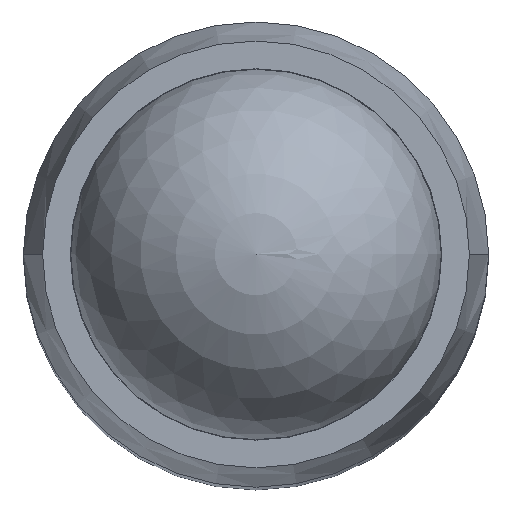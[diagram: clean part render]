
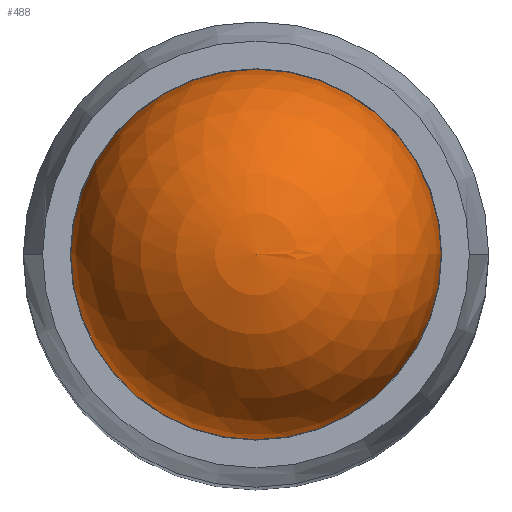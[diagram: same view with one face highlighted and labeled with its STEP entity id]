
A CAD part, top view. The second image highlights one B-rep face of the part: STEP entity #488.
In plain terms, the highlighted spherical face has radius 2.381 mm.
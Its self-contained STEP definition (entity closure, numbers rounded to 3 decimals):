
#24 = AXIS2_PLACEMENT_3D ( 'NONE', #649, #475, #581 ) ;
#26 = CIRCLE ( 'NONE', #688, 2.381 ) ;
#33 = EDGE_LOOP ( 'NONE', ( #448, #425 ) ) ;
#133 = DIRECTION ( 'NONE',  ( 1., 0., 0. ) ) ;
#154 = DIRECTION ( 'NONE',  ( 1., 0., 0. ) ) ;
#199 = AXIS2_PLACEMENT_3D ( 'NONE', #501, #559, #133 ) ;
#364 = EDGE_CURVE ( 'NONE', #479, #542, #646, .T. ) ;
#425 = ORIENTED_EDGE ( 'NONE', *, *, #364, .F. ) ;
#441 = EDGE_CURVE ( 'NONE', #542, #479, #26, .T. ) ;
#448 = ORIENTED_EDGE ( 'NONE', *, *, #441, .F. ) ;
#451 = FACE_OUTER_BOUND ( 'NONE', #33, .T. ) ;
#469 = CARTESIAN_POINT ( 'NONE',  ( 0., 0., 11.144 ) ) ;
#475 = DIRECTION ( 'NONE',  ( 0., 0., -1. ) ) ;
#479 = VERTEX_POINT ( 'NONE', #573 ) ;
#488 = ADVANCED_FACE ( 'NONE', ( #451 ), #609, .T. ) ;
#501 = CARTESIAN_POINT ( 'NONE',  ( 0., 0., 11.144 ) ) ;
#524 = CARTESIAN_POINT ( 'NONE',  ( 2.381, 0., 11.144 ) ) ;
#542 = VERTEX_POINT ( 'NONE', #524 ) ;
#559 = DIRECTION ( 'NONE',  ( 0., 0., -1. ) ) ;
#573 = CARTESIAN_POINT ( 'NONE',  ( -2.381, 0., 11.144 ) ) ;
#581 = DIRECTION ( 'NONE',  ( 1., 0., 0. ) ) ;
#609 = SPHERICAL_SURFACE ( 'NONE', #24, 2.381 ) ;
#646 = CIRCLE ( 'NONE', #199, 2.381 ) ;
#649 = CARTESIAN_POINT ( 'NONE',  ( 0., 0., 11.144 ) ) ;
#688 = AXIS2_PLACEMENT_3D ( 'NONE', #469, #742, #154 ) ;
#742 = DIRECTION ( 'NONE',  ( 0., 0., -1. ) ) ;
